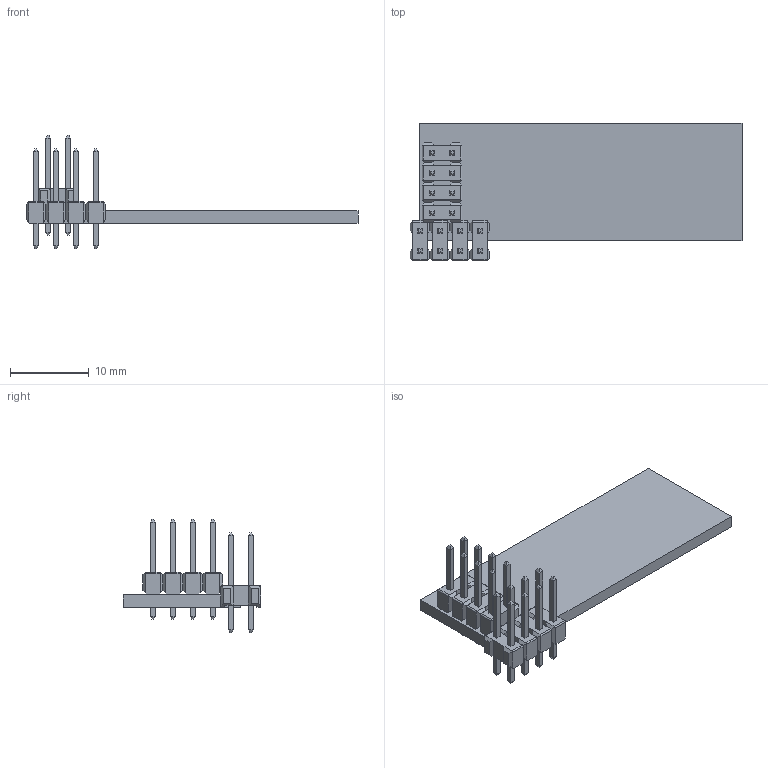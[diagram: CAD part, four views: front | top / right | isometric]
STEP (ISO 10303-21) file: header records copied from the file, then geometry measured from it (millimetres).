
FILE_DESCRIPTION(('FreeCAD Model'),'2;1');
FILE_NAME( 'nrf24L01_PALNA.step', '2018-06-23T18:34:02',('Author'),(''), 'Open CASCADE STEP processor 6.8','FreeCAD','Unknown');
FILE_SCHEMA(('AUTOMOTIVE_DESIGN_CC2 { 1 2 10303 214 -1 1 5 4 }'));
Length unit declared in the file: millimetre
Products named in the file (17): ASSEMBLY; COMPOUND006; COMPOUND007; COMPOUND004; COMPOUND008; COMPOUND003; COMPOUND005; COMPOUND001; COMPOUND002; COMPOUND; Cube; COMPOUND_mp; COMPOUND012; COMPOUND009; COMPOUND010; COMPOUND011; COMPOUND_sp
Assembly tree (16 placements, depth 2):
  ASSEMBLY
    COMPOUND006
    COMPOUND007
    COMPOUND004
    COMPOUND008
    COMPOUND003
    COMPOUND005
    COMPOUND001
    COMPOUND002
    COMPOUND
    Cube
    COMPOUND_mp
    COMPOUND012
    COMPOUND009
    COMPOUND010
    COMPOUND011
    COMPOUND_sp
Bounding box: 42.27 x 17.54 x 14.4 mm (x, y, z)
Volume: 1413.4 mm3; surface area: 3025.8 mm2
Topology: 37 solids, 37 shells, 822 faces, 2025 edges, 1283 vertices
Faces by surface type: plane 750, bspline 72
Entity records: 27699 total; most frequent: CARTESIAN_POINT 8362, ORIENTED_EDGE 4008, B_SPLINE_CURVE_WITH_KNOTS 2013, EDGE_CURVE 2004, DIRECTION 1546, VERTEX_POINT 1256, FACE_BOUND 870, EDGE_LOOP 870
